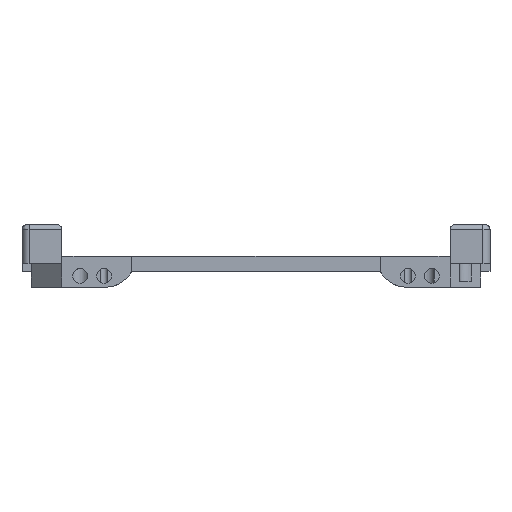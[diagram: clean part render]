
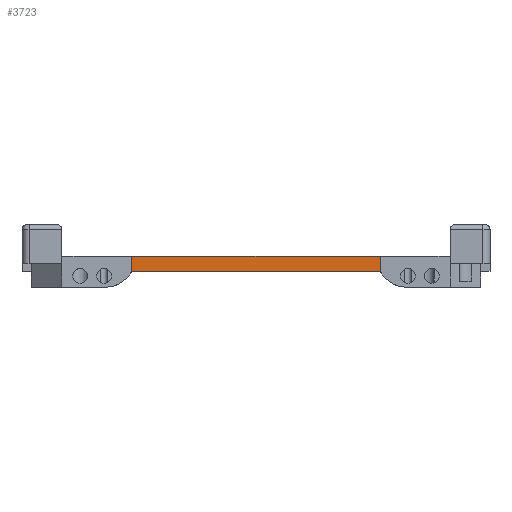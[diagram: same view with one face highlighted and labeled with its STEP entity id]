
A CAD part, left-side view. The second image highlights one B-rep face of the part: STEP entity #3723.
In plain terms, the highlighted planar face has unit normal (-1, 0, 0).
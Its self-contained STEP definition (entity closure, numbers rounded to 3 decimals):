
#384=FACE_OUTER_BOUND('',#584,.T.);
#584=EDGE_LOOP('',(#3086,#3087,#3088,#3089));
#1018=LINE('',#6970,#1303);
#1052=LINE('',#7105,#1337);
#1059=LINE('',#7120,#1344);
#1061=LINE('',#7123,#1346);
#1303=VECTOR('',#4740,10.);
#1337=VECTOR('',#4862,10.);
#1344=VECTOR('',#4873,10.);
#1346=VECTOR('',#4877,10.);
#1696=VERTEX_POINT('',#6967);
#1697=VERTEX_POINT('',#6969);
#1729=VERTEX_POINT('',#7104);
#1735=VERTEX_POINT('',#7119);
#2168=EDGE_CURVE('',#1697,#1696,#1018,.T.);
#2224=EDGE_CURVE('',#1729,#1697,#1052,.T.);
#2231=EDGE_CURVE('',#1729,#1735,#1059,.T.);
#2233=EDGE_CURVE('',#1735,#1696,#1061,.T.);
#3086=ORIENTED_EDGE('',*,*,#2231,.F.);
#3087=ORIENTED_EDGE('',*,*,#2224,.T.);
#3088=ORIENTED_EDGE('',*,*,#2168,.T.);
#3089=ORIENTED_EDGE('',*,*,#2233,.F.);
#3568=PLANE('',#4067);
#3723=ADVANCED_FACE('',(#384),#3568,.F.);
#4067=AXIS2_PLACEMENT_3D('',#7122,#4875,#4876);
#4740=DIRECTION('',(0.,0.,1.));
#4862=DIRECTION('',(0.,-1.,0.));
#4873=DIRECTION('',(0.,0.,1.));
#4875=DIRECTION('center_axis',(1.,0.,0.));
#4876=DIRECTION('ref_axis',(0.,1.,0.));
#4877=DIRECTION('',(0.,-1.,0.));
#6967=CARTESIAN_POINT('',(-49.9,-26.5,1.6));
#6969=CARTESIAN_POINT('',(-49.9,-26.5,-1.6));
#6970=CARTESIAN_POINT('',(-49.9,-26.5,0.));
#7104=CARTESIAN_POINT('',(-49.9,26.5,-1.6));
#7105=CARTESIAN_POINT('',(-49.9,0.,-1.6));
#7119=CARTESIAN_POINT('',(-49.9,26.5,1.6));
#7120=CARTESIAN_POINT('',(-49.9,26.5,0.));
#7122=CARTESIAN_POINT('Origin',(-49.9,0.,0.));
#7123=CARTESIAN_POINT('',(-49.9,0.,1.6));
